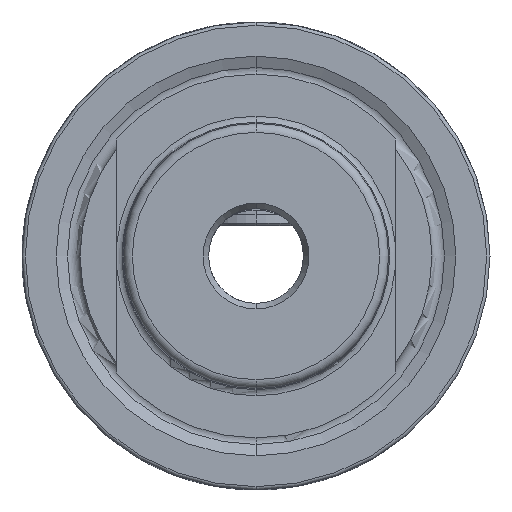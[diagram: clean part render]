
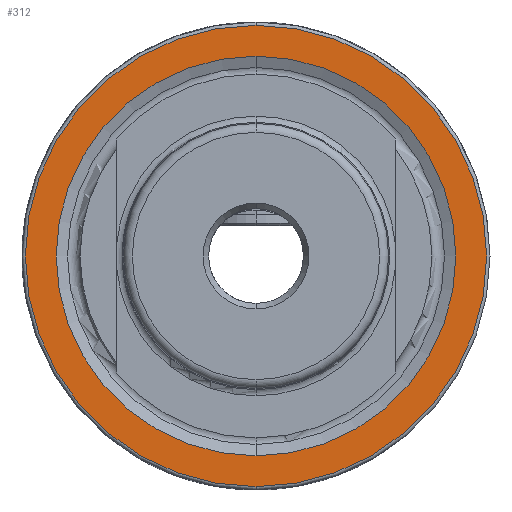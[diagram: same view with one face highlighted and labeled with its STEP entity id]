
A CAD part, left-side view. The second image highlights one B-rep face of the part: STEP entity #312.
In plain terms, the highlighted planar face has unit normal (-1, 0, 0).
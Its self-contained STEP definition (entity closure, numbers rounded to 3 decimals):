
#312 = ADVANCED_FACE ( 'NONE', ( #13110, #13123 ), #7579, .F. ) ;
#2208 = AXIS2_PLACEMENT_3D ( 'NONE', #7576, #7581, #7582 ) ;
#4123 = VERTEX_POINT ( 'NONE', #9902 ) ;
#4124 = VERTEX_POINT ( 'NONE', #9903 ) ;
#4128 = VERTEX_POINT ( 'NONE', #9907 ) ;
#4129 = VERTEX_POINT ( 'NONE', #9908 ) ;
#6226 = CARTESIAN_POINT ( 'NONE',  ( 24., 0., 0. ) ) ;
#6227 = DIRECTION ( 'NONE',  ( -1., 0., 0. ) ) ;
#6228 = DIRECTION ( 'NONE',  ( 0., 0., 1. ) ) ;
#6238 = CARTESIAN_POINT ( 'NONE',  ( 24., 0., 0. ) ) ;
#6239 = DIRECTION ( 'NONE',  ( -1., 0., 0. ) ) ;
#6240 = DIRECTION ( 'NONE',  ( 0., 0., 1. ) ) ;
#7576 = CARTESIAN_POINT ( 'NONE',  ( 24., 17.932, 0. ) ) ;
#7579 = PLANE ( 'NONE',  #2208 ) ;
#7581 = DIRECTION ( 'NONE',  ( 1., 0., 0. ) ) ;
#7582 = DIRECTION ( 'NONE',  ( 0., 0., -1. ) ) ;
#8312 = EDGE_LOOP ( 'NONE', ( #18214, #18216 ) ) ;
#8314 = EDGE_LOOP ( 'NONE', ( #18210, #18212 ) ) ;
#9902 = CARTESIAN_POINT ( 'NONE',  ( 24., 0., 20.7 ) ) ;
#9903 = CARTESIAN_POINT ( 'NONE',  ( 24., 0., -20.7 ) ) ;
#9907 = CARTESIAN_POINT ( 'NONE',  ( 24., 0., -17.932 ) ) ;
#9908 = CARTESIAN_POINT ( 'NONE',  ( 24., 0., 17.932 ) ) ;
#10586 = EDGE_CURVE ( 'NONE', #4123, #4124, #16147, .T. ) ;
#10590 = EDGE_CURVE ( 'NONE', #4128, #4129, #16149, .T. ) ;
#11596 = CARTESIAN_POINT ( 'NONE',  ( 24., 0., 0. ) ) ;
#11597 = DIRECTION ( 'NONE',  ( -1., 0., 0. ) ) ;
#11598 = DIRECTION ( 'NONE',  ( 0., 0., 1. ) ) ;
#11599 = CARTESIAN_POINT ( 'NONE',  ( 24., 0., 0. ) ) ;
#11600 = DIRECTION ( 'NONE',  ( -1., 0., 0. ) ) ;
#11601 = DIRECTION ( 'NONE',  ( 0., 0., 1. ) ) ;
#11992 = CIRCLE ( 'NONE', #16578, 17.932 ) ;
#11993 = CIRCLE ( 'NONE', #16579, 20.7 ) ;
#13110 = FACE_BOUND ( 'NONE', #8314, .T. ) ;
#13123 = FACE_OUTER_BOUND ( 'NONE', #8312, .T. ) ;
#16147 = CIRCLE ( 'NONE', #16440, 20.7 ) ;
#16149 = CIRCLE ( 'NONE', #16443, 17.932 ) ;
#16440 = AXIS2_PLACEMENT_3D ( 'NONE', #6226, #6227, #6228 ) ;
#16443 = AXIS2_PLACEMENT_3D ( 'NONE', #6238, #6239, #6240 ) ;
#16578 = AXIS2_PLACEMENT_3D ( 'NONE', #11596, #11597, #11598 ) ;
#16579 = AXIS2_PLACEMENT_3D ( 'NONE', #11599, #11600, #11601 ) ;
#18210 = ORIENTED_EDGE ( 'NONE', *, *, #19472, .F. ) ;
#18212 = ORIENTED_EDGE ( 'NONE', *, *, #10590, .F. ) ;
#18214 = ORIENTED_EDGE ( 'NONE', *, *, #10586, .T. ) ;
#18216 = ORIENTED_EDGE ( 'NONE', *, *, #19473, .T. ) ;
#19472 = EDGE_CURVE ( 'NONE', #4129, #4128, #11992, .T. ) ;
#19473 = EDGE_CURVE ( 'NONE', #4124, #4123, #11993, .T. ) ;
